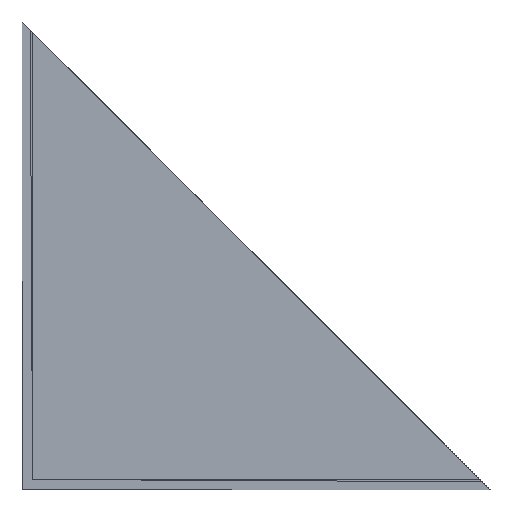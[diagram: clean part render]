
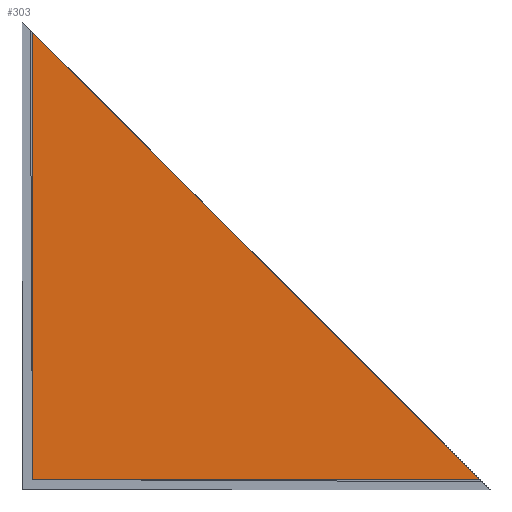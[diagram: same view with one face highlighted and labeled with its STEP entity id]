
A CAD part, top view. The second image highlights one B-rep face of the part: STEP entity #303.
In plain terms, the highlighted free-form (B-spline) face has degree [2, 3] with [5, 4] control points.
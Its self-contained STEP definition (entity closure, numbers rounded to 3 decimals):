
#303=ADVANCED_FACE($,(#371),#1099,.T.);
#371=FACE_OUTER_BOUND($,#439,.T.);
#439=EDGE_LOOP($,(#659,#660,#661,#662));
#659=ORIENTED_EDGE($,*,*,#874,.T.);
#660=ORIENTED_EDGE($,*,*,#876,.T.);
#661=ORIENTED_EDGE($,*,*,#872,.F.);
#662=ORIENTED_EDGE($,*,*,#871,.T.);
#871=EDGE_CURVE($,#1017,#1019,#1229,.T.);
#872=EDGE_CURVE($,#1017,#1018,#1693,.T.);
#874=EDGE_CURVE($,#1019,#1020,#1694,.T.);
#876=EDGE_CURVE($,#1020,#1018,#1232,.T.);
#1017=VERTEX_POINT($,#3439);
#1018=VERTEX_POINT($,#3440);
#1019=VERTEX_POINT($,#3441);
#1020=VERTEX_POINT($,#3442);
#1099=(
BOUNDED_SURFACE()
B_SPLINE_SURFACE(2,3,((#3399,#3400,#3401,#3402),(#3403,#3404,#3405,#3406),
(#3407,#3408,#3409,#3410),(#3411,#3412,#3413,#3414),(#3415,#3416,#3417,#3418)),
.UNSPECIFIED.,.F.,.F.,.F.)
B_SPLINE_SURFACE_WITH_KNOTS((3,2,3),(4,4),(0.,1.571,3.142),
(-0.456,0.),.UNSPECIFIED.)
GEOMETRIC_REPRESENTATION_ITEM()
RATIONAL_B_SPLINE_SURFACE(((1.,1.,1.,1.),(0.707,0.707,
0.707,0.707),(1.,1.,1.,1.),(0.707,0.707,
0.707,0.707),(1.,1.,1.,1.)))
REPRESENTATION_ITEM($)
SURFACE()
);
#1229=(
BOUNDED_CURVE()
B_SPLINE_CURVE(2,(#3371,#3372,#3373,#3374,#3375),.UNSPECIFIED.,.F.,.F.)
B_SPLINE_CURVE_WITH_KNOTS((3,2,3),(0.,1.571,3.142),
.UNSPECIFIED.)
CURVE()
GEOMETRIC_REPRESENTATION_ITEM()
RATIONAL_B_SPLINE_CURVE((1.,0.707,1.,0.707,1.))
REPRESENTATION_ITEM($)
);
#1232=(
BOUNDED_CURVE()
B_SPLINE_CURVE(2,(#3394,#3395,#3396,#3397,#3398),.UNSPECIFIED.,.F.,.F.)
B_SPLINE_CURVE_WITH_KNOTS((3,2,3),(-3.142,-1.571,0.),
.UNSPECIFIED.)
CURVE()
GEOMETRIC_REPRESENTATION_ITEM()
RATIONAL_B_SPLINE_CURVE((1.,0.707,1.,0.707,1.))
REPRESENTATION_ITEM($)
);
#1693=B_SPLINE_CURVE_WITH_KNOTS($,3,(#3376,#3377,#3378,#3379),.UNSPECIFIED.,
.F.,.F.,(4,4),(-0.456,0.),.UNSPECIFIED.);
#1694=B_SPLINE_CURVE_WITH_KNOTS($,3,(#3385,#3386,#3387,#3388),.UNSPECIFIED.,
.F.,.F.,(4,4),(-0.456,0.),.UNSPECIFIED.);
#3371=CARTESIAN_POINT($,(206.254,-206.514,-39.15));
#3372=CARTESIAN_POINT($,(0.103,-412.665,-39.15));
#3373=CARTESIAN_POINT($,(-206.048,-206.514,-39.15));
#3374=CARTESIAN_POINT($,(-412.199,-0.363,-39.15));
#3375=CARTESIAN_POINT($,(-206.048,205.788,-39.15));
#3376=CARTESIAN_POINT($,(206.254,-206.514,-39.15));
#3377=CARTESIAN_POINT($,(206.141,-206.402,-39.15));
#3378=CARTESIAN_POINT($,(206.048,-206.309,-39.275));
#3379=CARTESIAN_POINT($,(206.042,-206.303,-39.434));
#3385=CARTESIAN_POINT($,(-206.048,205.788,-39.15));
#3386=CARTESIAN_POINT($,(-205.935,205.675,-39.15));
#3387=CARTESIAN_POINT($,(-205.842,205.582,-39.275));
#3388=CARTESIAN_POINT($,(-205.836,205.576,-39.434));
#3394=CARTESIAN_POINT($,(-205.836,205.576,-39.434));
#3395=CARTESIAN_POINT($,(-411.775,-0.363,-39.434));
#3396=CARTESIAN_POINT($,(-205.836,-206.303,-39.434));
#3397=CARTESIAN_POINT($,(0.103,-412.242,-39.434));
#3398=CARTESIAN_POINT($,(206.042,-206.303,-39.434));
#3399=CARTESIAN_POINT($,(206.254,-206.514,-39.15));
#3400=CARTESIAN_POINT($,(206.141,-206.402,-39.15));
#3401=CARTESIAN_POINT($,(206.048,-206.309,-39.275));
#3402=CARTESIAN_POINT($,(206.042,-206.303,-39.434));
#3403=CARTESIAN_POINT($,(0.103,-412.665,-39.15));
#3404=CARTESIAN_POINT($,(0.103,-412.44,-39.15));
#3405=CARTESIAN_POINT($,(0.103,-412.254,-39.275));
#3406=CARTESIAN_POINT($,(0.103,-412.242,-39.434));
#3407=CARTESIAN_POINT($,(-206.048,-206.514,-39.15));
#3408=CARTESIAN_POINT($,(-205.935,-206.402,-39.15));
#3409=CARTESIAN_POINT($,(-205.842,-206.309,-39.275));
#3410=CARTESIAN_POINT($,(-205.836,-206.303,-39.434));
#3411=CARTESIAN_POINT($,(-412.199,-0.363,-39.15));
#3412=CARTESIAN_POINT($,(-411.973,-0.363,-39.15));
#3413=CARTESIAN_POINT($,(-411.787,-0.363,-39.275));
#3414=CARTESIAN_POINT($,(-411.775,-0.363,-39.434));
#3415=CARTESIAN_POINT($,(-206.048,205.788,-39.15));
#3416=CARTESIAN_POINT($,(-205.935,205.675,-39.15));
#3417=CARTESIAN_POINT($,(-205.842,205.582,-39.275));
#3418=CARTESIAN_POINT($,(-205.836,205.576,-39.434));
#3439=CARTESIAN_POINT($,(206.254,-206.514,-39.15));
#3440=CARTESIAN_POINT($,(206.042,-206.303,-39.434));
#3441=CARTESIAN_POINT($,(-206.048,205.788,-39.15));
#3442=CARTESIAN_POINT($,(-205.836,205.576,-39.434));
